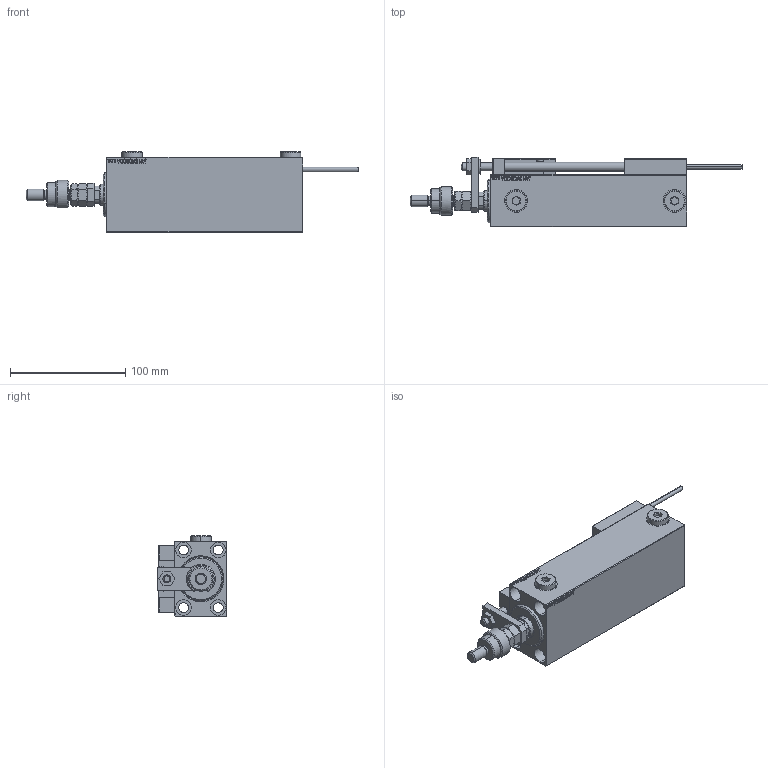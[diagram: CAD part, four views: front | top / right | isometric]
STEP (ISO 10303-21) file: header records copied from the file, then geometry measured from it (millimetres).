
FILE_DESCRIPTION (( 'STEP AP203' ), '1' );
FILE_NAME ('d746.STEP', '2024-02-13T06:25:28', ( '' ), ( '' ), 'SwSTEP 2.0', 'SolidWorks 2019', '' );
FILE_SCHEMA (( 'CONFIG_CONTROL_DESIGN' ));
Length unit declared in the file: millimetre
Products named in the file (19): KONCOVKA 8d297ca6811a0c8b473675ebdfd1f6e3; Zatka_OIL_PORT 8d297ca6811a0c8b473675ebdfd1f6e3; TYC_L79 8d297ca6811a0c8b473675ebdfd1f6e3; MAGNET 8d297ca6811a0c8b473675ebdfd1f6e3; MFA 8d297ca6811a0c8b473675ebdfd1f6e3; V450CM_C_VCP 8d297ca6811a0c8b473675ebdfd1f6e3; SWITCH_X_FRONT_BACK 8d297ca6811a0c8b473675ebdfd1f6e3; ZARAZKA 8d297ca6811a0c8b473675ebdfd1f6e3; SWITCH X 8d297ca6811a0c8b473675ebdfd1f6e3; NUT_D12 8d297ca6811a0c8b473675ebdfd1f6e3; FEMALE_PART_FOR_DFA 8d297ca6811a0c8b473675ebdfd1f6e3; Block 8d297ca6811a0c8b473675ebdfd1f6e3; V450CM_VC_B 8d297ca6811a0c8b473675ebdfd1f6e3; ALLEN BOLT D5 8d297ca6811a0c8b473675ebdfd1f6e3; X_Y_DFA 8d297ca6811a0c8b473675ebdfd1f6e3; SWITCH DIM B,W 8d297ca6811a0c8b473675ebdfd1f6e3; d746; ALLEN BOLT D8 8d297ca6811a0c8b473675ebdfd1f6e3; V450CM_C_Body 8d297ca6811a0c8b473675ebdfd1f6e3
Assembly tree (29 placements, depth 3):
  d746
    V450CM_C_Body 8d297ca6811a0c8b473675ebdfd1f6e3
    SWITCH X 8d297ca6811a0c8b473675ebdfd1f6e3
      SWITCH_X_FRONT_BACK 8d297ca6811a0c8b473675ebdfd1f6e3  x2
      TYC_L79 8d297ca6811a0c8b473675ebdfd1f6e3
      Block 8d297ca6811a0c8b473675ebdfd1f6e3  x2
      ALLEN BOLT D5 8d297ca6811a0c8b473675ebdfd1f6e3  x4
      ALLEN BOLT D8 8d297ca6811a0c8b473675ebdfd1f6e3  x4
      MAGNET 8d297ca6811a0c8b473675ebdfd1f6e3  x2
      KONCOVKA 8d297ca6811a0c8b473675ebdfd1f6e3  x2
    NUT_D12 8d297ca6811a0c8b473675ebdfd1f6e3
    SWITCH DIM B,W 8d297ca6811a0c8b473675ebdfd1f6e3
    ZARAZKA 8d297ca6811a0c8b473675ebdfd1f6e3
    V450CM_C_VCP 8d297ca6811a0c8b473675ebdfd1f6e3
    V450CM_VC_B 8d297ca6811a0c8b473675ebdfd1f6e3
    X_Y_DFA 8d297ca6811a0c8b473675ebdfd1f6e3
      FEMALE_PART_FOR_DFA 8d297ca6811a0c8b473675ebdfd1f6e3
      MFA 8d297ca6811a0c8b473675ebdfd1f6e3
    Zatka_OIL_PORT 8d297ca6811a0c8b473675ebdfd1f6e3  x2
Bounding box: 288 x 60.5 x 69.9 mm (x, y, z)
Volume: 484568 mm3; surface area: 126106.5 mm2
Topology: 27 solids, 27 shells, 1421 faces, 3370 edges, 2139 vertices
Faces by surface type: plane 622, bspline 380, cylinder 217, cone 150, torus 48, sphere 4
Entity records: 54309 total; most frequent: CARTESIAN_POINT 27004, ORIENTED_EDGE 5680, DIRECTION 4010, EDGE_CURVE 2840, VERTEX_POINT 1839, VECTOR 1592, LINE 1592, EDGE_LOOP 1323
